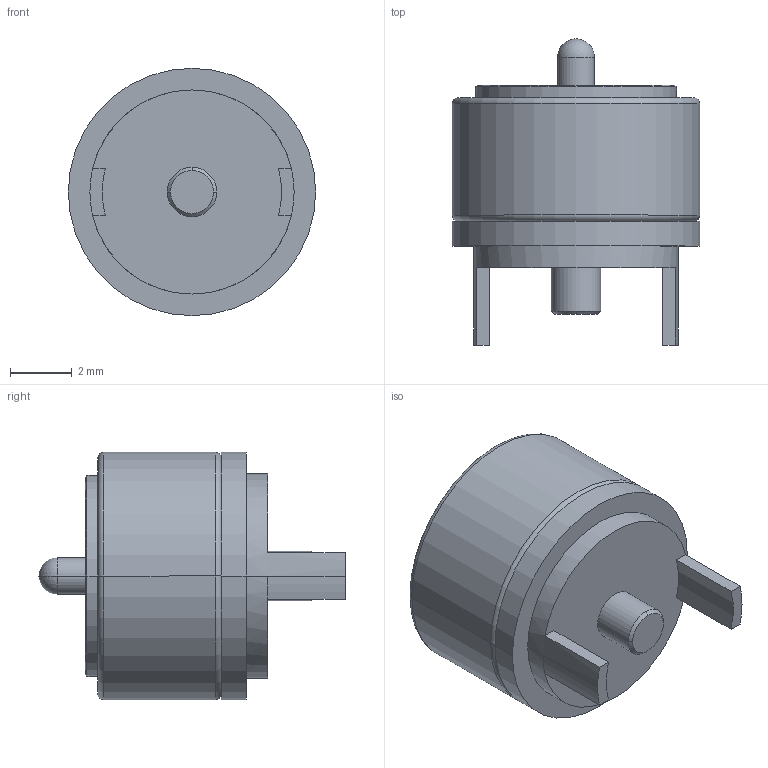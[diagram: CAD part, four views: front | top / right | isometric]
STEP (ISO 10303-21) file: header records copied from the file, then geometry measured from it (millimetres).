
FILE_DESCRIPTION (( 'STEP AP203' ), '1' );
FILE_NAME ('685-Q02212011C1.STEP', '2023-02-03T17:03:28', ( 'Magnum' ), ( '' ), 'SwSTEP 2.0', 'SolidWorks 2020', '' );
FILE_SCHEMA (( 'CONFIG_CONTROL_DESIGN' ));
Length unit declared in the file: millimetre
Products named in the file (1): 685-Q02212011C1
Bounding box: 8 x 9.9 x 8 mm (x, y, z)
Volume: 283.1 mm3; surface area: 408.4 mm2
Topology: 1 solids, 3 shells, 66 faces, 144 edges, 88 vertices
Faces by surface type: cylinder 29, plane 17, torus 10, cone 8, sphere 2
Entity records: 1878 total; most frequent: DIRECTION 363, CARTESIAN_POINT 293, ORIENTED_EDGE 280, AXIS2_PLACEMENT_3D 156, EDGE_CURVE 140, CIRCLE 89, VERTEX_POINT 86, EDGE_LOOP 76
